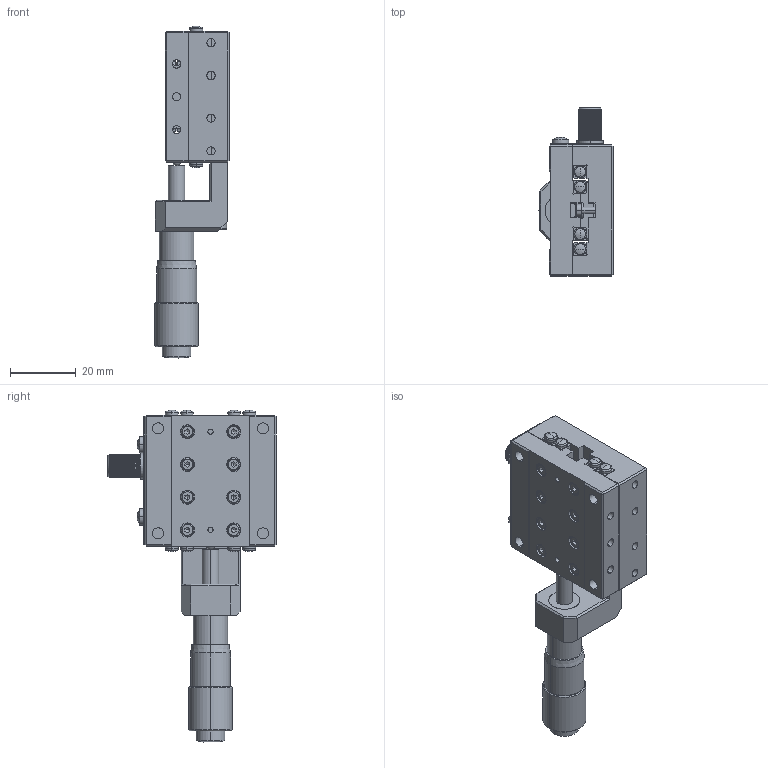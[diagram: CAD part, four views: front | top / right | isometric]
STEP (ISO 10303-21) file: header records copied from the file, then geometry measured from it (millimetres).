
FILE_DESCRIPTION (( 'STEP AP203' ), '1' );
FILE_NAME ('516413.STEP', '2025-07-08T09:56:38', ( '' ), ( '' ), 'SwSTEP 2.0', 'SolidWorks 2020', '' );
FILE_SCHEMA (( 'CONFIG_CONTROL_DESIGN' ));
Products named in the file (1): 516413
Bounding box: 22.6 x 51.3 x 101.28 mm (x, y, z)
Surface area: 18735.4 mm2 (no closed solid volume)
Topology: 0 solids, 169 shells, 781 faces, 2858 edges, 2204 vertices
Faces by surface type: plane 386, cylinder 241, cone 75, torus 42, bspline 32, sphere 5
Full cylindrical faces by diameter (mm): 3.9 x2
Entity records: 37665 total; most frequent: CARTESIAN_POINT 15261, ORIENTED_EDGE 4237, DIRECTION 4125, EDGE_CURVE 2801, VERTEX_POINT 2198, AXIS2_PLACEMENT_3D 1456, LINE 1213, VECTOR 1213
